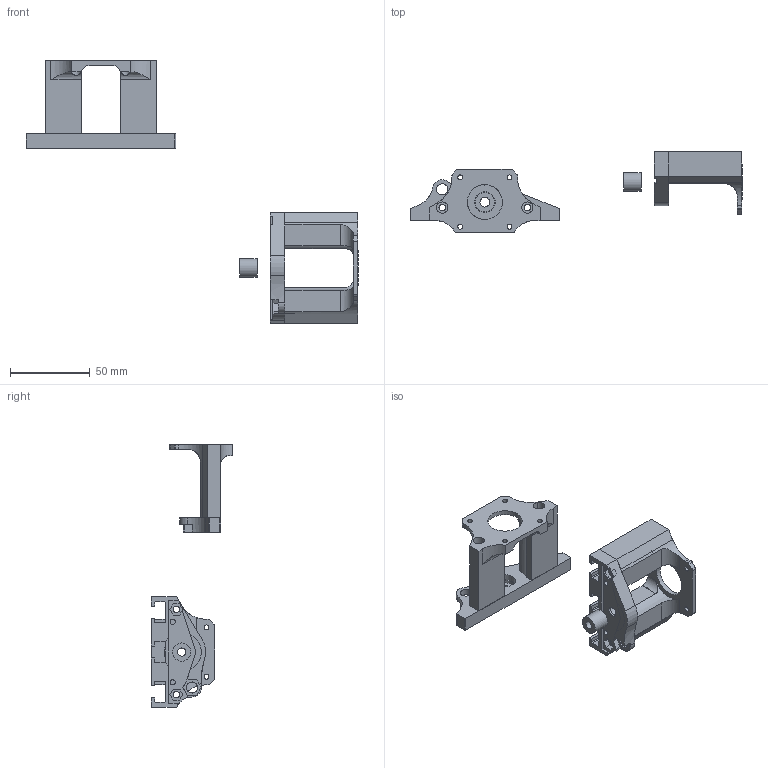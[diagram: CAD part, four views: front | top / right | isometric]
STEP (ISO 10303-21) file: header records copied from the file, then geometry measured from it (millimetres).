
FILE_DESCRIPTION(/* description */ (''),/* implementation_level */ '2;1');
FILE_NAME(/* name */ 'xy_mount.step',/* time_stamp */ '2020-12-28T09:33:19+01:00',/* author */ (''),/* organization */ (''),/* preprocessor_version */ 'ST-DEVELOPER v18.1',/* originating_system */ 'Autodesk Translation Framework v9.7.1.1290',/* authorisation */ '');
FILE_SCHEMA (('AUTOMOTIVE_DESIGN { 1 0 10303 214 3 1 1 }'));
Length unit declared in the file: millimetre
Products named in the file (1): KT70
Bounding box: 208.57 x 50.91 x 165.02 mm (x, y, z)
Volume: 78050.5 mm3; surface area: 41120.4 mm2
Topology: 5 solids, 5 shells, 313 faces, 858 edges, 575 vertices
Faces by surface type: plane 200, cylinder 113
Full cylindrical faces by diameter (mm): 3.1 x8, 3.2 x2, 3.3 x2, 4.1 x8, 5.1 x1, 6 x2, 6.1 x2, 6.4 x2, 6.5 x4, 7 x6, 11.5 x1, 12.1 x2, 13 x2, 22 x2
Entity records: 10263 total; most frequent: CARTESIAN_POINT 1969, ORIENTED_EDGE 1716, DIRECTION 1695, EDGE_CURVE 858, LINE 613, VECTOR 613, VERTEX_POINT 575, AXIS2_PLACEMENT_3D 541
